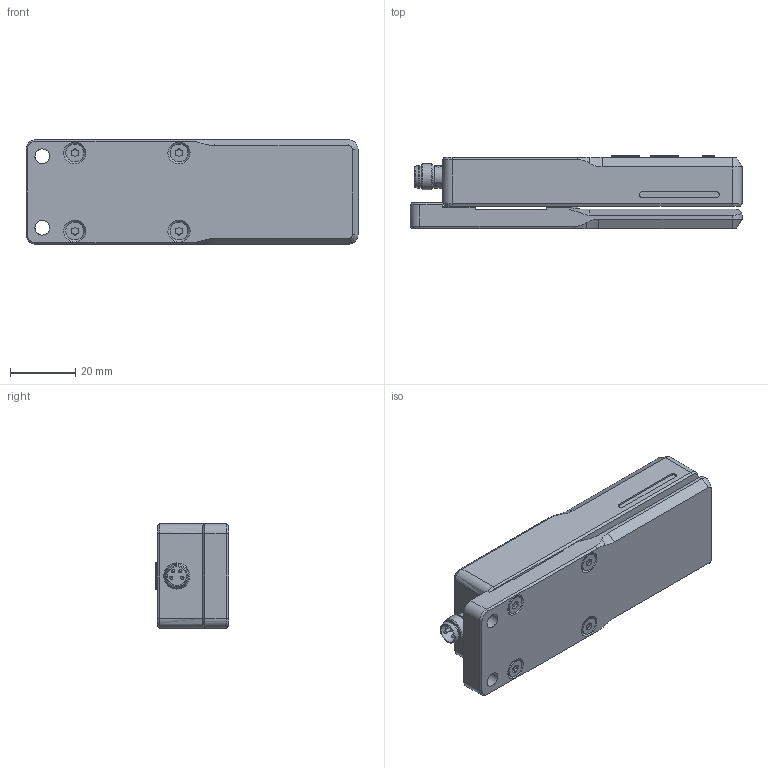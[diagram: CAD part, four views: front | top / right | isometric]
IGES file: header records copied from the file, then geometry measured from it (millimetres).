
Global section: file name: KGUTI-50-1.0-G3-T4; native system: Autodesk Inventor 2022; preprocessor: unknown; author: S. Sandt; organization: di-soric GmbH & Co. KG; date: 20230316.131927; units: millimetre
Bounding box: 102 x 22.7 x 32 mm (x, y, z)
Volume: 63626.3 mm3; surface area: 18044.6 mm2
Topology: 10 solids, 10 shells, 668 faces, 1682 edges, 1077 vertices
Faces by surface type: bspline 668
